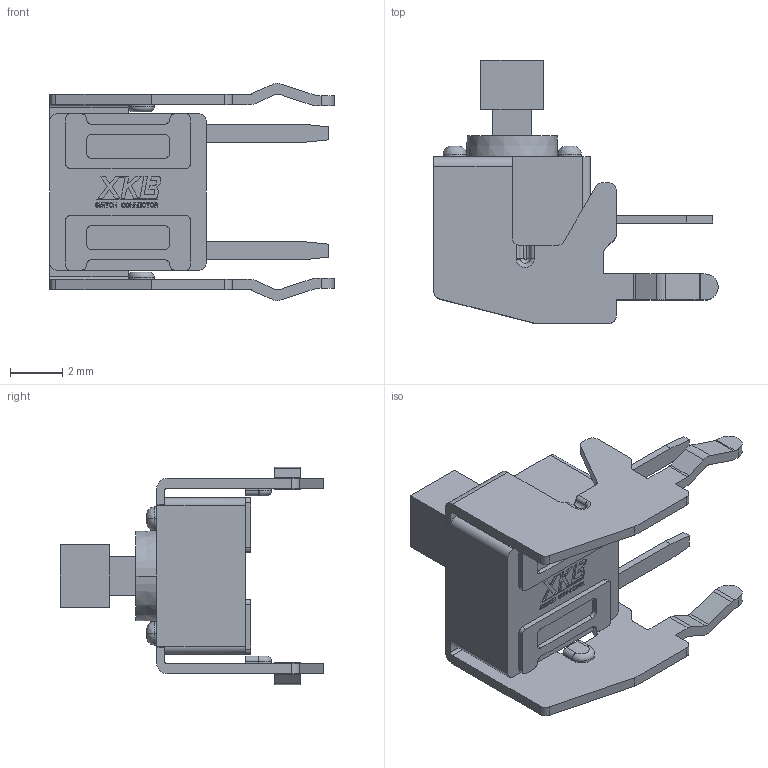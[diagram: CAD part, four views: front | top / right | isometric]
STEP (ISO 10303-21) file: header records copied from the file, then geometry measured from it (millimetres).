
FILE_DESCRIPTION(('STEP AP214'),'1');
FILE_NAME('tc-1102nt-b.stp','2019-12-16T13:26:42',('TraceParts'),('TraceParts S.A.'),'Spatial InterOp 3D',' ',' ');
FILE_SCHEMA(('AUTOMOTIVE_DESIGN { 1 0 10303 214 1 1 1 1 }'));
Length unit declared in the file: millimetre
Products named in the file (1): tc-1102nt-b
Bounding box: 10.9 x 10.1 x 8.33 mm (x, y, z)
Volume: 177.5 mm3; surface area: 398.3 mm2
Topology: 1 solids, 1 shells, 651 faces, 1836 edges, 1218 vertices
Faces by surface type: plane 541, cylinder 90, bspline 10, torus 8, cone 2
Entity records: 21041 total; most frequent: CARTESIAN_POINT 3990, ORIENTED_EDGE 3672, DIRECTION 3338, EDGE_CURVE 1836, LINE 1614, VECTOR 1614, VERTEX_POINT 1218, AXIS2_PLACEMENT_3D 862
